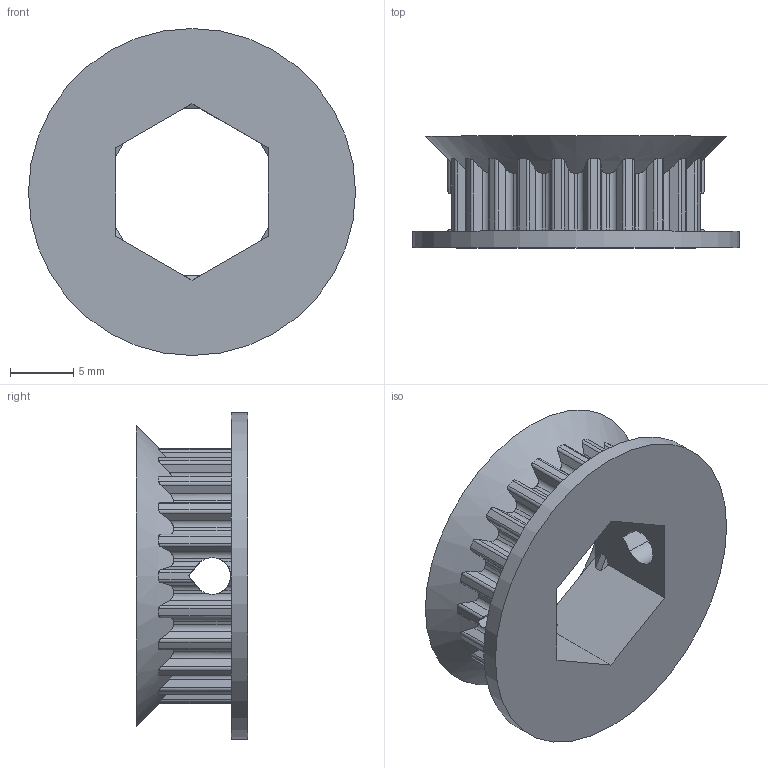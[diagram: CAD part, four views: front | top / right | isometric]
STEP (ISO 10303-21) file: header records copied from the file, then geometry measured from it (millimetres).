
FILE_DESCRIPTION(/* description */ (''),/* implementation_level */ '2;1');
FILE_NAME(/* name */ 'FoamWheel_DND_Inner v3.step',/* time_stamp */ '2025-07-15T20:57:40-04:00',/* author */ (''),/* organization */ (''),/* preprocessor_version */ 'ST-DEVELOPER v20.1',/* originating_system */ 'Autodesk Translation Framework v14.10.0.0',/* authorisation */ '');
FILE_SCHEMA (('AUTOMOTIVE_DESIGN { 1 0 10303 214 3 1 1 }'));
Length unit declared in the file: inch
Products named in the file (4): FoamWheel_DND_Inner; Rear Wheel + Hub 22T SSP v1; 22t_s3m Wheel ; Hub Rear
Assembly tree (3 placements, depth 4):
  FoamWheel_DND_Inner
    Rear Wheel + Hub 22T SSP v1
      22t_s3m Wheel 
        Hub Rear
Bounding box: 25.8 x 8.81 x 25.8 mm (x, y, z)
Volume: 1800.5 mm3; surface area: 2145.8 mm2
Topology: 1 solids, 1 shells, 231 faces, 687 edges, 458 vertices
Faces by surface type: cylinder 150, plane 80, cone 1
Full cylindrical faces by diameter (mm): 15.3 x1, 25.8 x1
Entity records: 8688 total; most frequent: CARTESIAN_POINT 2514, ORIENTED_EDGE 1374, DIRECTION 1207, EDGE_CURVE 687, VERTEX_POINT 458, AXIS2_PLACEMENT_3D 439, LINE 329, VECTOR 329
